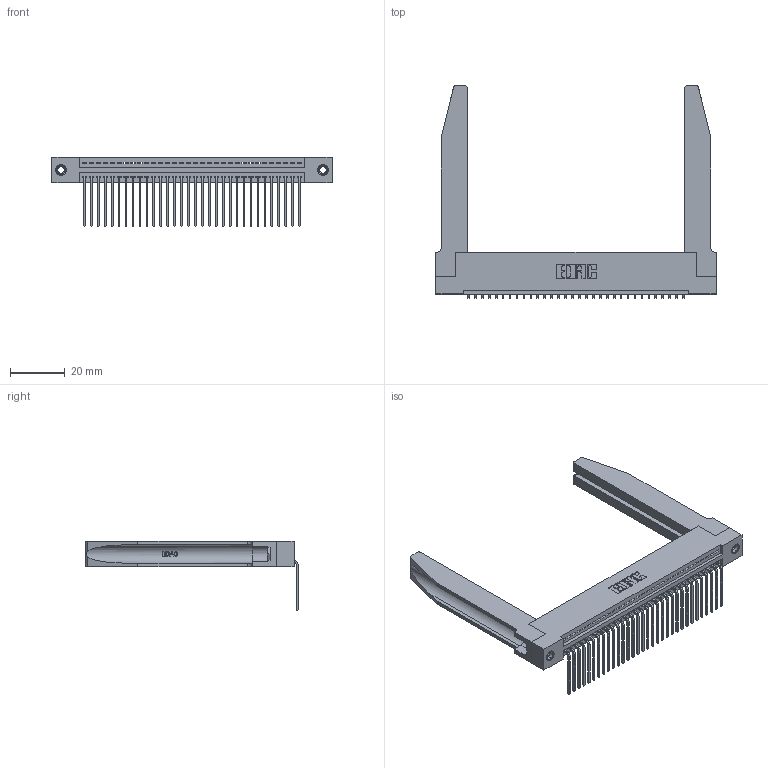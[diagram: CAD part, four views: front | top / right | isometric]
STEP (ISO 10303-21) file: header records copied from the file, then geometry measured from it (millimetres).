
FILE_DESCRIPTION (( 'STEP AP203' ), '1' );
FILE_NAME ('395-032-559-178.STEP', '2019-10-19T15:00:43', ( '' ), ( '' ), 'SwSTEP 2.0', 'SolidWorks 2016', '' );
FILE_SCHEMA (( 'CONFIG_CONTROL_DESIGN' ));
Length unit declared in the file: inch
Products named in the file (5): 395-032-559-178; 345-250-001_345-250-001-102; 345-292-001_558 559 Tail - 1; 345 Part_Flush Mounting Lugs - 0.156 Dia-TH; 345-220-078_345-220-078
Assembly tree (37 placements, depth 2):
  395-032-559-178
    345 Part_Flush Mounting Lugs - 0.156 Dia-TH
    345-292-001_558 559 Tail - 1  x32
    345-250-001_345-250-001-102  x2
    345-220-078_345-220-078  x2
Bounding box: 102.51 x 77.71 x 25.53 mm (x, y, z)
Volume: 17532.1 mm3; surface area: 20308.5 mm2
Topology: 37 solids, 37 shells, 2280 faces, 6773 edges, 4462 vertices
Faces by surface type: plane 1566, cylinder 662, bspline 36, cone 12, torus 4
Entity records: 30254 total; most frequent: CARTESIAN_POINT 6139, ORIENTED_EDGE 5002, DIRECTION 4383, EDGE_CURVE 2501, VECTOR 2147, LINE 2147, VERTEX_POINT 1660, AXIS2_PLACEMENT_3D 1118
